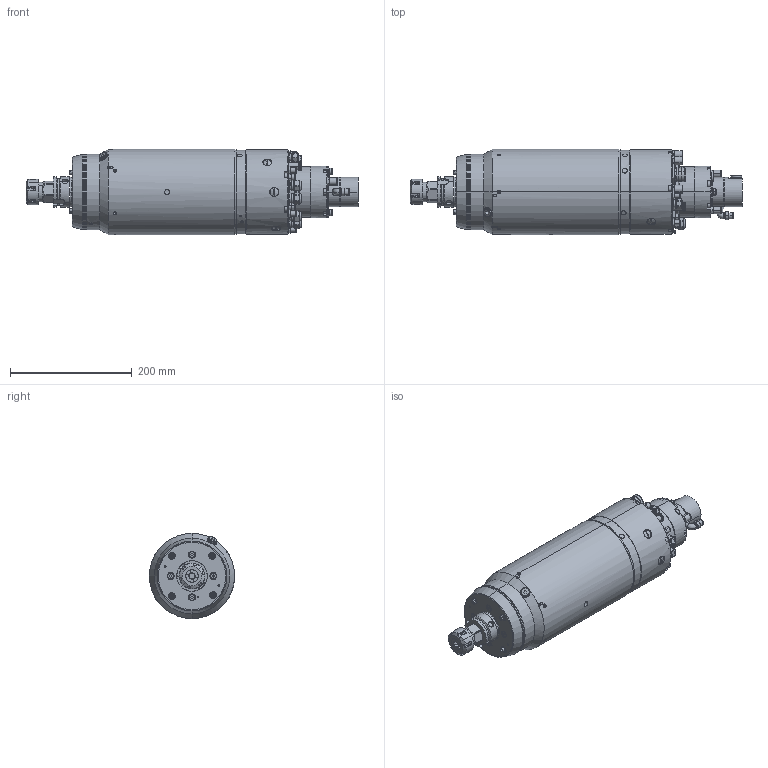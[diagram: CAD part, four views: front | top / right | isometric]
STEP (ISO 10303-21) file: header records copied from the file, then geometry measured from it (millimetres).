
FILE_DESCRIPTION (( 'STEP AP203' ), '1' );
FILE_NAME ('140AI30HKW-00-.STEP', '2012-08-23T12:54:13', ( 'FM10CAD1' ), ( 'IBAG Switzerland AG' ), 'SwSTEP 2.0', 'SolidWorks 2010', '' );
FILE_SCHEMA (( 'CONFIG_CONTROL_DESIGN' ));
Length unit declared in the file: millimetre
Products named in the file (1): 140AI30HKW-00-
Bounding box: 545.76 x 140 x 140 mm (x, y, z)
Surface area: 312267.8 mm2 (no closed solid volume)
Topology: 0 solids, 162 shells, 1630 faces, 5048 edges, 3591 vertices
Faces by surface type: plane 671, cylinder 637, cone 177, torus 117, sphere 16, bspline 12
Entity records: 60739 total; most frequent: CARTESIAN_POINT 14657, DIRECTION 10373, ORIENTED_EDGE 8121, EDGE_CURVE 4990, AXIS2_PLACEMENT_3D 4044, VERTEX_POINT 3579, CIRCLE 2425, LINE 2285
